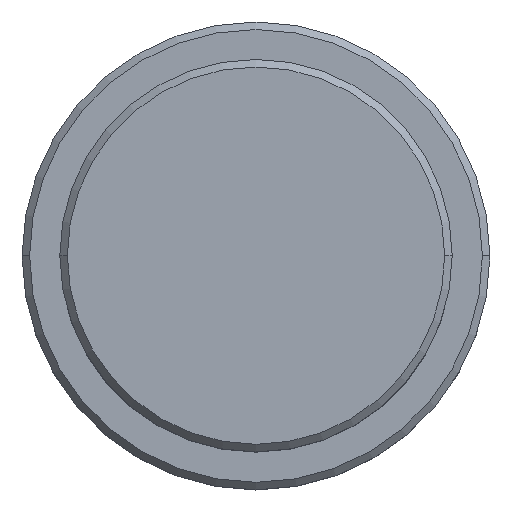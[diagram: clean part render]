
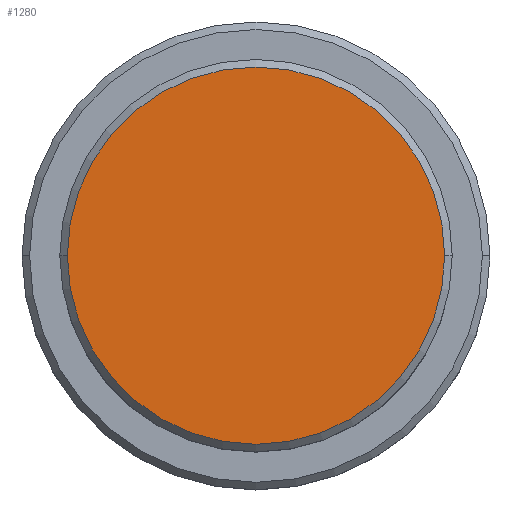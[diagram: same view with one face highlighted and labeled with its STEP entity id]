
A CAD part, top view. The second image highlights one B-rep face of the part: STEP entity #1280.
In plain terms, the highlighted planar face has unit normal (0, 0, 1).
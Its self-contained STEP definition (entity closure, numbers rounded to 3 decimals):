
#19 = CARTESIAN_POINT ( 'NONE',  ( 0., 0., 0. ) ) ;
#55 = VERTEX_POINT ( 'NONE', #72 ) ;
#72 = CARTESIAN_POINT ( 'NONE',  ( -12.5, 0., 0. ) ) ;
#143 = AXIS2_PLACEMENT_3D ( 'NONE', #19, #688, #662 ) ;
#144 = CARTESIAN_POINT ( 'NONE',  ( 0., 0., 0. ) ) ;
#331 = EDGE_CURVE ( 'NONE', #55, #1202, #1031, .T. ) ;
#431 = CARTESIAN_POINT ( 'NONE',  ( 0., 0., 0. ) ) ;
#463 = DIRECTION ( 'NONE',  ( 0., 0., 1. ) ) ;
#527 = DIRECTION ( 'NONE',  ( 1., 0., 0. ) ) ;
#596 = EDGE_CURVE ( 'NONE', #1202, #55, #1392, .T. ) ;
#601 = ORIENTED_EDGE ( 'NONE', *, *, #596, .T. ) ;
#662 = DIRECTION ( 'NONE',  ( 1., 0., 0. ) ) ;
#677 = ORIENTED_EDGE ( 'NONE', *, *, #331, .T. ) ;
#688 = DIRECTION ( 'NONE',  ( 0., 0., 1. ) ) ;
#842 = CARTESIAN_POINT ( 'NONE',  ( 12.5, 0., 0. ) ) ;
#851 = PLANE ( 'NONE',  #1170 ) ;
#937 = AXIS2_PLACEMENT_3D ( 'NONE', #144, #463, #999 ) ;
#991 = DIRECTION ( 'NONE',  ( 0., 0., 1. ) ) ;
#999 = DIRECTION ( 'NONE',  ( 1., 0., 0. ) ) ;
#1031 = CIRCLE ( 'NONE', #937, 12.5 ) ;
#1170 = AXIS2_PLACEMENT_3D ( 'NONE', #431, #991, #527 ) ;
#1199 = FACE_OUTER_BOUND ( 'NONE', #1319, .T. ) ;
#1202 = VERTEX_POINT ( 'NONE', #842 ) ;
#1280 = ADVANCED_FACE ( 'NONE', ( #1199 ), #851, .T. ) ;
#1319 = EDGE_LOOP ( 'NONE', ( #677, #601 ) ) ;
#1392 = CIRCLE ( 'NONE', #143, 12.5 ) ;
